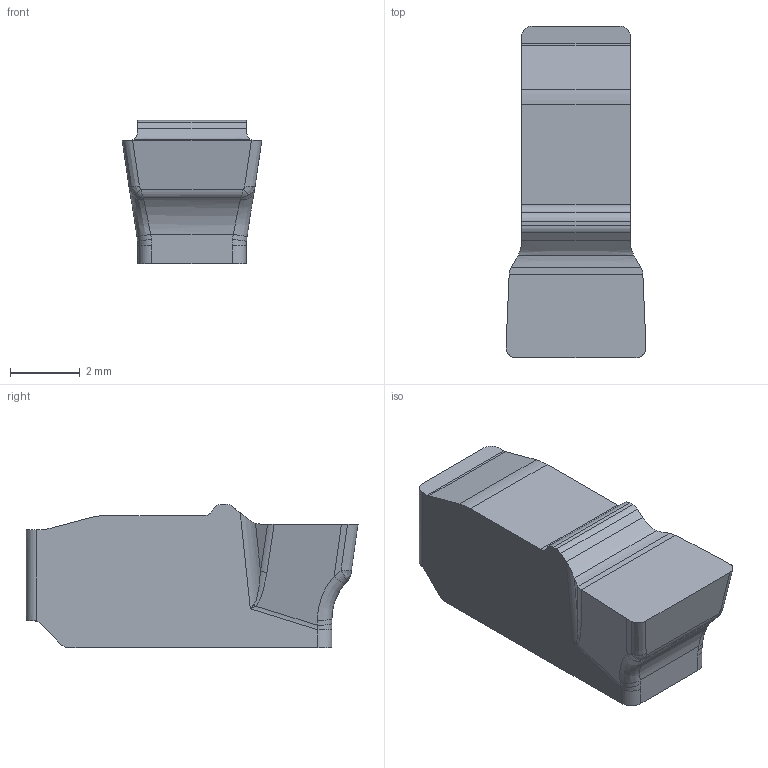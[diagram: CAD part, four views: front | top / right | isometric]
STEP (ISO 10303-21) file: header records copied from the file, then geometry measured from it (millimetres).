
FILE_DESCRIPTION(/* description */ (''),/* implementation_level */ '2;1');
FILE_NAME(/* name */ 'aaa356917_a.stp',/* time_stamp */ '2021-03-04T19:50:45+01:00',/* author */ (''),/* organization */ ('SMS'),/* preprocessor_version */ 'ST-DEVELOPER v16.7',/* originating_system */ 'SIEMENS PLM Software NX 12.0',/* authorisation */ '');
FILE_SCHEMA (('AUTOMOTIVE_DESIGN { 1 0 10303 214 3 1 1 1 }'));
Length unit declared in the file: millimetre
Products named in the file (1): AAA356917_A
Bounding box: 4 x 9.5 x 4.1 mm (x, y, z)
Volume: 104.4 mm3; surface area: 145.8 mm2
Topology: 1 solids, 1 shells, 65 faces, 165 edges, 100 vertices
Faces by surface type: cylinder 21, bspline 19, plane 18, extrusion 7
Entity records: 3467 total; most frequent: CARTESIAN_POINT 2008, ORIENTED_EDGE 316, DIRECTION 261, EDGE_CURVE 158, VERTEX_POINT 96, AXIS2_PLACEMENT_3D 92, VECTOR 77, LINE 70
